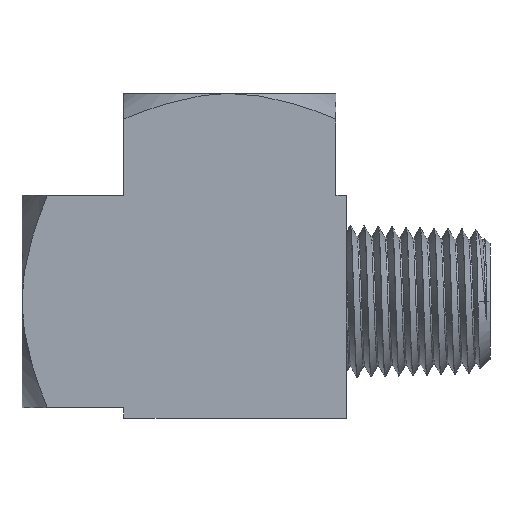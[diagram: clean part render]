
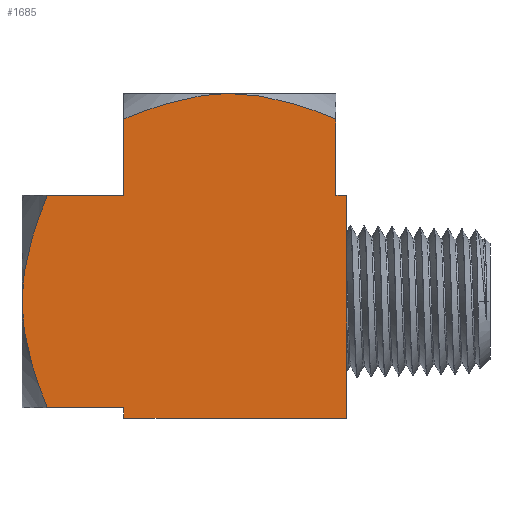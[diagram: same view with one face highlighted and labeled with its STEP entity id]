
A CAD part, front view. The second image highlights one B-rep face of the part: STEP entity #1685.
In plain terms, the highlighted face is planar.
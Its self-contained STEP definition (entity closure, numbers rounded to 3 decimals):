
#31=(
BOUNDED_CURVE()
B_SPLINE_CURVE(2,(#9314,#9315,#9316),.UNSPECIFIED.,.F.,.F.)
B_SPLINE_CURVE_WITH_KNOTS((3,3),(97.041,140.727),
 .UNSPECIFIED.)
CURVE()
GEOMETRIC_REPRESENTATION_ITEM()
RATIONAL_B_SPLINE_CURVE((6.519,6.519,5.401))
REPRESENTATION_ITEM('')
);
#32=(
BOUNDED_CURVE()
B_SPLINE_CURVE(2,(#9318,#9319,#9320,#9321),.UNSPECIFIED.,.F.,.F.)
B_SPLINE_CURVE_WITH_KNOTS((3,1,3),(53.355,83.084,97.041),
 .UNSPECIFIED.)
CURVE()
GEOMETRIC_REPRESENTATION_ITEM()
RATIONAL_B_SPLINE_CURVE((5.401,6.162,6.519,
6.519))
REPRESENTATION_ITEM('')
);
#33=(
BOUNDED_CURVE()
B_SPLINE_CURVE(2,(#9323,#9324,#9325,#9326),.UNSPECIFIED.,.F.,.F.)
B_SPLINE_CURVE_WITH_KNOTS((3,1,3),(136.277,142.192,196.194),
 .UNSPECIFIED.)
CURVE()
GEOMETRIC_REPRESENTATION_ITEM()
RATIONAL_B_SPLINE_CURVE((8.894,8.894,8.743,
7.368))
REPRESENTATION_ITEM('')
);
#34=(
BOUNDED_CURVE()
B_SPLINE_CURVE(2,(#9327,#9328,#9329),.UNSPECIFIED.,.F.,.F.)
B_SPLINE_CURVE_WITH_KNOTS((3,3),(76.361,136.277),
 .UNSPECIFIED.)
CURVE()
GEOMETRIC_REPRESENTATION_ITEM()
RATIONAL_B_SPLINE_CURVE((7.368,8.894,8.894))
REPRESENTATION_ITEM('')
);
#54=PLANE('',#1813);
#169=FACE_OUTER_BOUND('',#268,.T.);
#268=EDGE_LOOP('',(#1308,#1309,#1310,#1311,#1312,#1313,#1314,#1315,#1316,
#1317,#1318,#1319));
#493=LINE('',#9281,#575);
#497=LINE('',#9305,#579);
#498=LINE('',#9309,#580);
#499=LINE('',#9311,#581);
#500=LINE('',#9313,#582);
#501=LINE('',#9322,#583);
#502=LINE('',#9331,#584);
#503=LINE('',#9332,#585);
#575=VECTOR('',#2094,1000.);
#579=VECTOR('',#2100,1000.);
#580=VECTOR('',#2103,1000.);
#581=VECTOR('',#2104,1000.);
#582=VECTOR('',#2105,1000.);
#583=VECTOR('',#2106,1000.);
#584=VECTOR('',#2107,1000.);
#585=VECTOR('',#2108,1000.);
#730=VERTEX_POINT('',#8745);
#738=VERTEX_POINT('',#9273);
#739=VERTEX_POINT('',#9277);
#741=VERTEX_POINT('',#9280);
#744=VERTEX_POINT('',#9293);
#746=VERTEX_POINT('',#9301);
#747=VERTEX_POINT('',#9307);
#748=VERTEX_POINT('',#9308);
#749=VERTEX_POINT('',#9310);
#750=VERTEX_POINT('',#9312);
#751=VERTEX_POINT('',#9317);
#752=VERTEX_POINT('',#9330);
#971=EDGE_CURVE('',#739,#741,#493,.T.);
#979=EDGE_CURVE('',#744,#746,#497,.T.);
#980=EDGE_CURVE('',#747,#748,#498,.T.);
#981=EDGE_CURVE('',#748,#749,#499,.T.);
#982=EDGE_CURVE('',#749,#750,#500,.T.);
#983=EDGE_CURVE('',#750,#730,#31,.F.);
#984=EDGE_CURVE('',#730,#751,#32,.F.);
#985=EDGE_CURVE('',#744,#751,#501,.T.);
#986=EDGE_CURVE('',#746,#738,#33,.F.);
#987=EDGE_CURVE('',#738,#741,#34,.F.);
#988=EDGE_CURVE('',#752,#739,#502,.T.);
#989=EDGE_CURVE('',#752,#747,#503,.T.);
#1308=ORIENTED_EDGE('',*,*,#980,.T.);
#1309=ORIENTED_EDGE('',*,*,#981,.T.);
#1310=ORIENTED_EDGE('',*,*,#982,.T.);
#1311=ORIENTED_EDGE('',*,*,#983,.T.);
#1312=ORIENTED_EDGE('',*,*,#984,.T.);
#1313=ORIENTED_EDGE('',*,*,#985,.F.);
#1314=ORIENTED_EDGE('',*,*,#979,.T.);
#1315=ORIENTED_EDGE('',*,*,#986,.T.);
#1316=ORIENTED_EDGE('',*,*,#987,.T.);
#1317=ORIENTED_EDGE('',*,*,#971,.F.);
#1318=ORIENTED_EDGE('',*,*,#988,.F.);
#1319=ORIENTED_EDGE('',*,*,#989,.T.);
#1685=ADVANCED_FACE('',(#169),#54,.T.);
#1813=AXIS2_PLACEMENT_3D('',#9306,#2101,#2102);
#2094=DIRECTION('',(0.,0.,-1.));
#2100=DIRECTION('',(0.,0.,-1.));
#2101=DIRECTION('center_axis',(-1.,0.,0.));
#2102=DIRECTION('ref_axis',(0.,1.,0.));
#2103=DIRECTION('',(0.,1.,0.));
#2104=DIRECTION('',(0.,0.,-1.));
#2105=DIRECTION('',(0.,1.,0.));
#2106=DIRECTION('',(0.,1.,0.));
#2107=DIRECTION('',(0.,1.,0.));
#2108=DIRECTION('',(0.,0.,1.));
#8745=CARTESIAN_POINT('',(-7.144,14.008,14.008));
#9273=CARTESIAN_POINT('',(-7.144,0.,0.));
#9277=CARTESIAN_POINT('',(-7.144,-7.144,6.864));
#9280=CARTESIAN_POINT('',(-7.144,-7.144,1.708));
#9281=CARTESIAN_POINT('',(-7.144,-7.144,21.882));
#9293=CARTESIAN_POINT('',(-7.144,7.144,6.864));
#9301=CARTESIAN_POINT('',(-7.144,7.144,1.708));
#9305=CARTESIAN_POINT('',(-7.144,7.144,21.882));
#9306=CARTESIAN_POINT('Origin',(-7.144,7.144,21.882));
#9307=CARTESIAN_POINT('',(-7.144,-7.874,21.882));
#9308=CARTESIAN_POINT('',(-7.144,7.144,21.882));
#9309=CARTESIAN_POINT('',(-7.144,7.144,21.882));
#9310=CARTESIAN_POINT('',(-7.144,7.144,21.152));
#9311=CARTESIAN_POINT('',(-7.144,7.144,21.882));
#9312=CARTESIAN_POINT('',(-7.144,12.3,21.152));
#9313=CARTESIAN_POINT('',(-7.144,-7.874,21.152));
#9314=CARTESIAN_POINT('Ctrl Pts',(-7.144,14.008,14.008));
#9315=CARTESIAN_POINT('Ctrl Pts',(-7.144,14.008,16.967));
#9316=CARTESIAN_POINT('Ctrl Pts',(-7.144,12.3,21.152));
#9317=CARTESIAN_POINT('',(-7.144,12.3,6.864));
#9318=CARTESIAN_POINT('Ctrl Pts',(-7.144,12.3,6.864));
#9319=CARTESIAN_POINT('Ctrl Pts',(-7.144,13.53,9.877));
#9320=CARTESIAN_POINT('Ctrl Pts',(-7.144,14.008,13.063));
#9321=CARTESIAN_POINT('Ctrl Pts',(-7.144,14.008,14.008));
#9322=CARTESIAN_POINT('',(-7.144,-7.874,6.864));
#9323=CARTESIAN_POINT('Ctrl Pts',(-7.144,0.,
0.));
#9324=CARTESIAN_POINT('Ctrl Pts',(-7.144,0.292,0.));
#9325=CARTESIAN_POINT('Ctrl Pts',(-7.144,3.307,0.142));
#9326=CARTESIAN_POINT('Ctrl Pts',(-7.144,7.144,1.708));
#9327=CARTESIAN_POINT('Ctrl Pts',(-7.144,-7.144,1.708));
#9328=CARTESIAN_POINT('Ctrl Pts',(-7.144,-2.959,0.));
#9329=CARTESIAN_POINT('Ctrl Pts',(-7.144,0.,
0.));
#9330=CARTESIAN_POINT('',(-7.144,-7.874,6.864));
#9331=CARTESIAN_POINT('',(-7.144,-7.874,6.864));
#9332=CARTESIAN_POINT('',(-7.144,-7.874,21.152));
